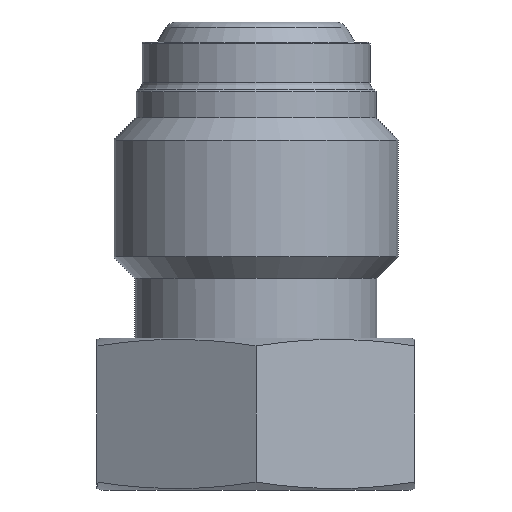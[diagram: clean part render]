
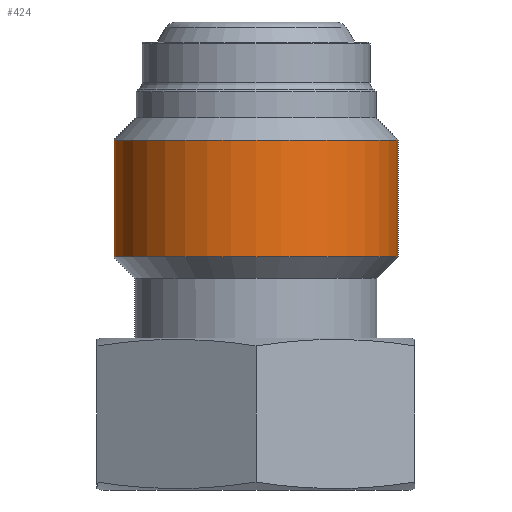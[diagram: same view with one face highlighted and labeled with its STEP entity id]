
A CAD part, front view. The second image highlights one B-rep face of the part: STEP entity #424.
In plain terms, the highlighted cylindrical face has radius 7.1 mm (diameter 14.2 mm), a full revolution.
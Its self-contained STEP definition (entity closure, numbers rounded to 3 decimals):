
#20=CYLINDRICAL_SURFACE('',#503,7.1);
#55=FACE_OUTER_BOUND('',#82,.T.);
#82=EDGE_LOOP('',(#374,#375,#376,#377,#378,#379));
#117=LINE('',#788,#136);
#136=VECTOR('',#630,7.1);
#141=CIRCLE('',#457,7.1);
#142=CIRCLE('',#458,7.1);
#145=CIRCLE('',#463,7.1);
#148=CIRCLE('',#466,7.1);
#179=VERTEX_POINT('',#678);
#180=VERTEX_POINT('',#680);
#188=VERTEX_POINT('',#713);
#189=VERTEX_POINT('',#714);
#220=EDGE_CURVE('',#180,#179,#141,.T.);
#221=EDGE_CURVE('',#179,#180,#142,.T.);
#231=EDGE_CURVE('',#188,#189,#145,.T.);
#235=EDGE_CURVE('',#189,#188,#148,.T.);
#268=EDGE_CURVE('',#180,#189,#117,.T.);
#374=ORIENTED_EDGE('',*,*,#220,.T.);
#375=ORIENTED_EDGE('',*,*,#221,.T.);
#376=ORIENTED_EDGE('',*,*,#268,.T.);
#377=ORIENTED_EDGE('',*,*,#235,.T.);
#378=ORIENTED_EDGE('',*,*,#231,.T.);
#379=ORIENTED_EDGE('',*,*,#268,.F.);
#424=ADVANCED_FACE('',(#55),#20,.T.);
#457=AXIS2_PLACEMENT_3D('',#681,#522,#523);
#458=AXIS2_PLACEMENT_3D('',#682,#524,#525);
#463=AXIS2_PLACEMENT_3D('',#715,#535,#536);
#466=AXIS2_PLACEMENT_3D('',#721,#542,#543);
#503=AXIS2_PLACEMENT_3D('',#787,#628,#629);
#522=DIRECTION('center_axis',(0.,0.,-1.));
#523=DIRECTION('ref_axis',(1.,0.,0.));
#524=DIRECTION('center_axis',(0.,0.,-1.));
#525=DIRECTION('ref_axis',(1.,0.,0.));
#535=DIRECTION('center_axis',(0.,0.,1.));
#536=DIRECTION('ref_axis',(1.,0.,0.));
#542=DIRECTION('center_axis',(0.,0.,1.));
#543=DIRECTION('ref_axis',(1.,0.,0.));
#628=DIRECTION('center_axis',(0.,0.,1.));
#629=DIRECTION('ref_axis',(1.,0.,0.));
#630=DIRECTION('',(0.,0.,-1.));
#678=CARTESIAN_POINT('',(0.,-7.1,17.5));
#680=CARTESIAN_POINT('',(-7.1,0.,17.5));
#681=CARTESIAN_POINT('Origin',(0.,0.,17.5));
#682=CARTESIAN_POINT('Origin',(0.,0.,17.5));
#713=CARTESIAN_POINT('',(0.,-7.1,11.65));
#714=CARTESIAN_POINT('',(-7.1,0.,11.65));
#715=CARTESIAN_POINT('Origin',(0.,0.,11.65));
#721=CARTESIAN_POINT('Origin',(0.,0.,11.65));
#787=CARTESIAN_POINT('Origin',(0.,0.,10.6));
#788=CARTESIAN_POINT('',(-7.1,0.,10.6));
